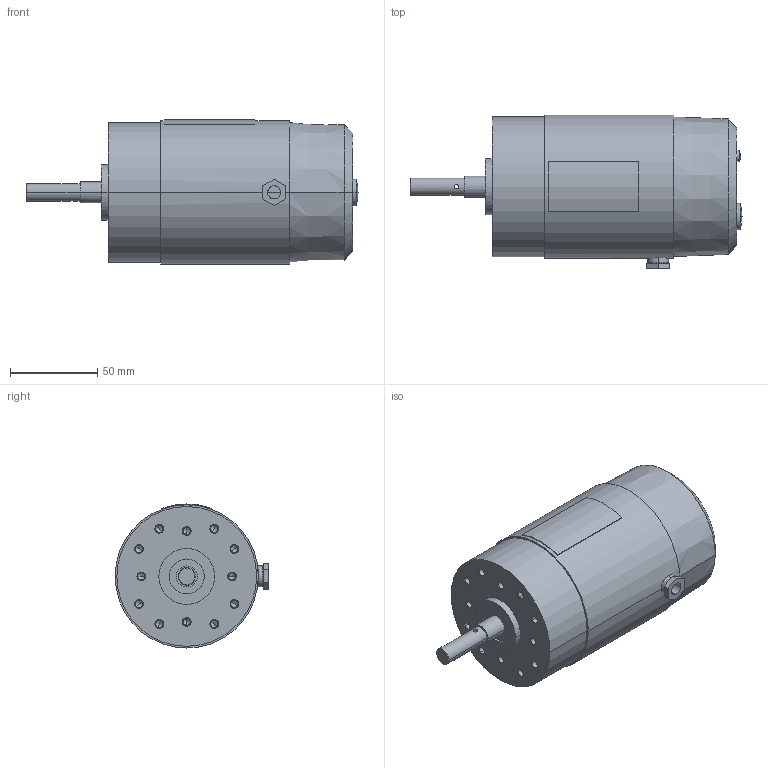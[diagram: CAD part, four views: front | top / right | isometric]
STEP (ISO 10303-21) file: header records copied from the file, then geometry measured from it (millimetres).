
FILE_DESCRIPTION( ( '' ), '1' );
FILE_NAME( 'pm1_72_35_2268612_ohne_fuss_2_03.stp', '2010-02-25T19:17:18', ( '' ), ( '' ), ' ', ' ', ' ' );
FILE_SCHEMA( ( 'CONFIG_CONTROL_DESIGN' ) );
Length unit declared in the file: millimetre
Products named in the file (1): 1
Bounding box: 190 x 88 x 82.5 mm (x, y, z)
Volume: 719237.1 mm3; surface area: 49945.9 mm2
Topology: 1 solids, 1 shells, 132 faces, 299 edges, 168 vertices
Faces by surface type: cone 56, cylinder 49, plane 23, sphere 4
Entity records: 3732 total; most frequent: CARTESIAN_POINT 782, DIRECTION 660, ORIENTED_EDGE 550, EDGE_CURVE 275, AXIS2_PLACEMENT_3D 264, VERTEX_POINT 168, EDGE_LOOP 157, ADVANCED_FACE 132
